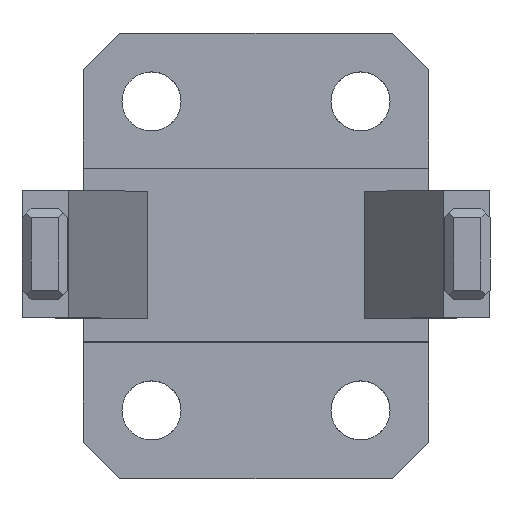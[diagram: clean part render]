
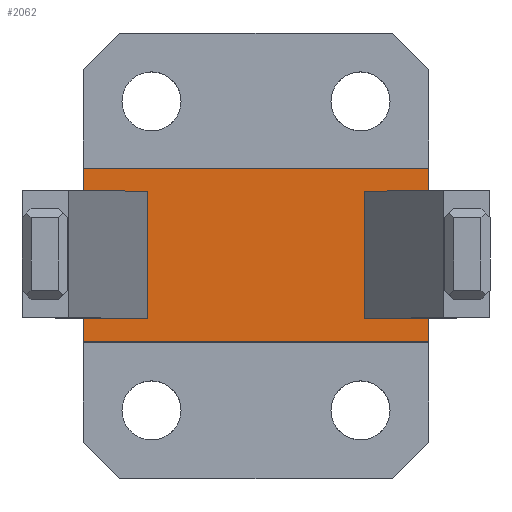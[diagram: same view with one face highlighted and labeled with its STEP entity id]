
A CAD part, top view. The second image highlights one B-rep face of the part: STEP entity #2062.
In plain terms, the highlighted planar face has unit normal (0, 0, 1).
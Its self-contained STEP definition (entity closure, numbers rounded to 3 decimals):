
#2030=AXIS2_PLACEMENT_3D('Plane Axis2P3D',#2027,#2028,#2029) ;
#704=CARTESIAN_POINT('Line Origine',(17.003,0.,0.)) ;
#708=CARTESIAN_POINT('Vertex',(17.003,-7.,0.)) ;
#710=CARTESIAN_POINT('Vertex',(17.003,7.,0.)) ;
#737=CARTESIAN_POINT('Line Origine',(14.456,7.,0.)) ;
#741=CARTESIAN_POINT('Vertex',(11.909,7.,0.)) ;
#761=CARTESIAN_POINT('Line Origine',(11.909,0.,0.)) ;
#765=CARTESIAN_POINT('Vertex',(11.909,-7.,0.)) ;
#785=CARTESIAN_POINT('Line Origine',(14.456,-7.,0.)) ;
#1746=CARTESIAN_POINT('Line Origine',(-17.003,0.,0.)) ;
#1750=CARTESIAN_POINT('Vertex',(-17.003,-7.,0.)) ;
#1752=CARTESIAN_POINT('Vertex',(-17.003,7.,0.)) ;
#1784=CARTESIAN_POINT('Line Origine',(-14.456,-7.,0.)) ;
#1788=CARTESIAN_POINT('Vertex',(-11.909,-7.,0.)) ;
#1808=CARTESIAN_POINT('Line Origine',(-11.909,0.,0.)) ;
#1812=CARTESIAN_POINT('Vertex',(-11.909,7.,0.)) ;
#1832=CARTESIAN_POINT('Line Origine',(-14.456,7.,0.)) ;
#1901=CARTESIAN_POINT('Vertex',(-19.,9.5,0.)) ;
#1906=CARTESIAN_POINT('Line Origine',(0.,9.5,0.)) ;
#1910=CARTESIAN_POINT('Vertex',(19.,9.5,0.)) ;
#1957=CARTESIAN_POINT('Vertex',(-19.,-9.5,0.)) ;
#1960=CARTESIAN_POINT('Line Origine',(-19.,0.,0.)) ;
#2027=CARTESIAN_POINT('Axis2P3D Location',(0.,0.,0.)) ;
#2032=CARTESIAN_POINT('Line Origine',(0.,-9.5,0.)) ;
#2036=CARTESIAN_POINT('Vertex',(19.,-9.5,0.)) ;
#2039=CARTESIAN_POINT('Line Origine',(19.,0.,0.)) ;
#705=DIRECTION('Vector Direction',(0.,1.,0.)) ;
#738=DIRECTION('Vector Direction',(-1.,0.,0.)) ;
#762=DIRECTION('Vector Direction',(0.,1.,0.)) ;
#786=DIRECTION('Vector Direction',(-1.,0.,0.)) ;
#1747=DIRECTION('Vector Direction',(0.,1.,0.)) ;
#1785=DIRECTION('Vector Direction',(1.,0.,0.)) ;
#1809=DIRECTION('Vector Direction',(0.,1.,0.)) ;
#1833=DIRECTION('Vector Direction',(1.,0.,0.)) ;
#1907=DIRECTION('Vector Direction',(-1.,0.,0.)) ;
#1961=DIRECTION('Vector Direction',(0.,1.,0.)) ;
#2028=DIRECTION('Axis2P3D Direction',(0.,0.,1.)) ;
#2029=DIRECTION('Axis2P3D XDirection',(0.,-1.,0.)) ;
#2033=DIRECTION('Vector Direction',(-1.,0.,0.)) ;
#2040=DIRECTION('Vector Direction',(0.,1.,0.)) ;
#706=VECTOR('Line Direction',#705,1.) ;
#739=VECTOR('Line Direction',#738,1.) ;
#763=VECTOR('Line Direction',#762,1.) ;
#787=VECTOR('Line Direction',#786,1.) ;
#1748=VECTOR('Line Direction',#1747,1.) ;
#1786=VECTOR('Line Direction',#1785,1.) ;
#1810=VECTOR('Line Direction',#1809,1.) ;
#1834=VECTOR('Line Direction',#1833,1.) ;
#1908=VECTOR('Line Direction',#1907,1.) ;
#1962=VECTOR('Line Direction',#1961,1.) ;
#2034=VECTOR('Line Direction',#2033,1.) ;
#2041=VECTOR('Line Direction',#2040,1.) ;
#2045=ORIENTED_EDGE('',*,*,#1912,.T.) ;
#2046=ORIENTED_EDGE('',*,*,#1964,.F.) ;
#2047=ORIENTED_EDGE('',*,*,#2038,.F.) ;
#2048=ORIENTED_EDGE('',*,*,#2043,.T.) ;
#2051=ORIENTED_EDGE('',*,*,#767,.T.) ;
#2052=ORIENTED_EDGE('',*,*,#743,.F.) ;
#2053=ORIENTED_EDGE('',*,*,#712,.F.) ;
#2054=ORIENTED_EDGE('',*,*,#789,.T.) ;
#2057=ORIENTED_EDGE('',*,*,#1814,.F.) ;
#2058=ORIENTED_EDGE('',*,*,#1790,.F.) ;
#2059=ORIENTED_EDGE('',*,*,#1754,.T.) ;
#2060=ORIENTED_EDGE('',*,*,#1836,.T.) ;
#2055=FACE_BOUND('',#2050,.T.) ;
#2061=FACE_BOUND('',#2056,.T.) ;
#2062=ADVANCED_FACE('01_STS01_\X2\89D2578B30C130E530FC30EA30C330D730593063307D3093672C4F53\X0\',(#2049,#2055,#2061),#2031,.T.) ;
#712=EDGE_CURVE('',#709,#711,#707,.T.) ;
#743=EDGE_CURVE('',#711,#742,#740,.T.) ;
#767=EDGE_CURVE('',#766,#742,#764,.T.) ;
#789=EDGE_CURVE('',#709,#766,#788,.T.) ;
#1754=EDGE_CURVE('',#1751,#1753,#1749,.T.) ;
#1790=EDGE_CURVE('',#1751,#1789,#1787,.T.) ;
#1814=EDGE_CURVE('',#1789,#1813,#1811,.T.) ;
#1836=EDGE_CURVE('',#1753,#1813,#1835,.T.) ;
#1912=EDGE_CURVE('',#1911,#1902,#1909,.T.) ;
#1964=EDGE_CURVE('',#1958,#1902,#1963,.T.) ;
#2038=EDGE_CURVE('',#2037,#1958,#2035,.T.) ;
#2043=EDGE_CURVE('',#2037,#1911,#2042,.T.) ;
#2044=EDGE_LOOP('',(#2045,#2046,#2047,#2048)) ;
#2050=EDGE_LOOP('',(#2051,#2052,#2053,#2054)) ;
#2056=EDGE_LOOP('',(#2057,#2058,#2059,#2060)) ;
#2049=FACE_OUTER_BOUND('',#2044,.T.) ;
#707=LINE('Line',#704,#706) ;
#740=LINE('Line',#737,#739) ;
#764=LINE('Line',#761,#763) ;
#788=LINE('Line',#785,#787) ;
#1749=LINE('Line',#1746,#1748) ;
#1787=LINE('Line',#1784,#1786) ;
#1811=LINE('Line',#1808,#1810) ;
#1835=LINE('Line',#1832,#1834) ;
#1909=LINE('Line',#1906,#1908) ;
#1963=LINE('Line',#1960,#1962) ;
#2035=LINE('Line',#2032,#2034) ;
#2042=LINE('Line',#2039,#2041) ;
#2031=PLANE('Plane',#2030) ;
#709=VERTEX_POINT('',#708) ;
#711=VERTEX_POINT('',#710) ;
#742=VERTEX_POINT('',#741) ;
#766=VERTEX_POINT('',#765) ;
#1751=VERTEX_POINT('',#1750) ;
#1753=VERTEX_POINT('',#1752) ;
#1789=VERTEX_POINT('',#1788) ;
#1813=VERTEX_POINT('',#1812) ;
#1902=VERTEX_POINT('',#1901) ;
#1911=VERTEX_POINT('',#1910) ;
#1958=VERTEX_POINT('',#1957) ;
#2037=VERTEX_POINT('',#2036) ;
